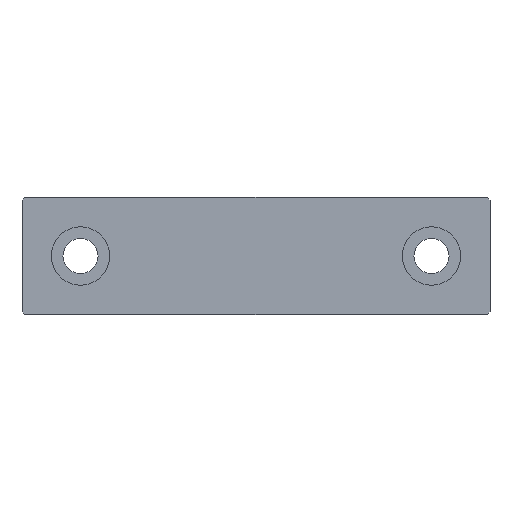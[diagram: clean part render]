
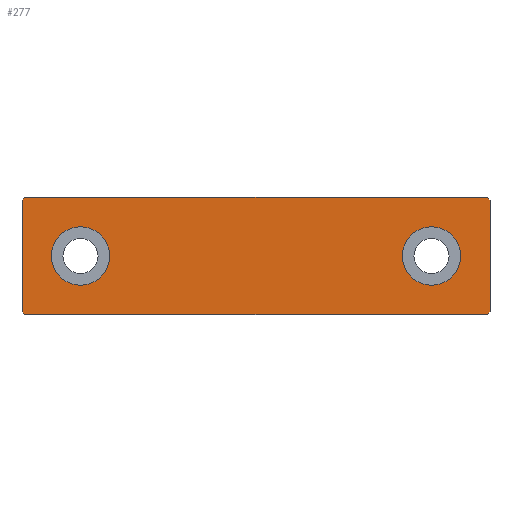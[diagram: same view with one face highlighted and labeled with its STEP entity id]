
A CAD part, top view. The second image highlights one B-rep face of the part: STEP entity #277.
In plain terms, the highlighted planar face has unit normal (0, 0, 1).
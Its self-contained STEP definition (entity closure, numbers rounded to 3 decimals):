
#17=FACE_BOUND('',#58,.T.);
#18=FACE_BOUND('',#59,.T.);
#25=PLANE('',#313);
#39=FACE_OUTER_BOUND('',#57,.T.);
#57=EDGE_LOOP('',(#215,#216,#217,#218,#219,#220,#221,#222));
#58=EDGE_LOOP('',(#223));
#59=EDGE_LOOP('',(#224));
#73=LINE('',#425,#101);
#77=LINE('',#433,#105);
#80=LINE('',#439,#108);
#81=LINE('',#441,#109);
#82=LINE('',#443,#110);
#83=LINE('',#445,#111);
#84=LINE('',#447,#112);
#85=LINE('',#448,#113);
#101=VECTOR('',#351,10.);
#105=VECTOR('',#357,10.);
#108=VECTOR('',#362,10.);
#109=VECTOR('',#363,10.);
#110=VECTOR('',#364,10.);
#111=VECTOR('',#365,10.);
#112=VECTOR('',#366,10.);
#113=VECTOR('',#367,10.);
#127=CIRCLE('',#302,5.);
#130=CIRCLE('',#307,5.);
#135=VERTEX_POINT('',#405);
#138=VERTEX_POINT('',#414);
#141=VERTEX_POINT('',#423);
#142=VERTEX_POINT('',#424);
#145=VERTEX_POINT('',#432);
#147=VERTEX_POINT('',#438);
#148=VERTEX_POINT('',#440);
#149=VERTEX_POINT('',#442);
#150=VERTEX_POINT('',#444);
#151=VERTEX_POINT('',#446);
#159=EDGE_CURVE('',#135,#135,#127,.T.);
#163=EDGE_CURVE('',#138,#138,#130,.T.);
#167=EDGE_CURVE('',#141,#142,#73,.T.);
#171=EDGE_CURVE('',#145,#142,#77,.T.);
#174=EDGE_CURVE('',#141,#147,#80,.T.);
#175=EDGE_CURVE('',#148,#147,#81,.T.);
#176=EDGE_CURVE('',#148,#149,#82,.T.);
#177=EDGE_CURVE('',#150,#149,#83,.T.);
#178=EDGE_CURVE('',#150,#151,#84,.T.);
#179=EDGE_CURVE('',#145,#151,#85,.T.);
#215=ORIENTED_EDGE('',*,*,#167,.F.);
#216=ORIENTED_EDGE('',*,*,#174,.T.);
#217=ORIENTED_EDGE('',*,*,#175,.F.);
#218=ORIENTED_EDGE('',*,*,#176,.T.);
#219=ORIENTED_EDGE('',*,*,#177,.F.);
#220=ORIENTED_EDGE('',*,*,#178,.T.);
#221=ORIENTED_EDGE('',*,*,#179,.F.);
#222=ORIENTED_EDGE('',*,*,#171,.T.);
#223=ORIENTED_EDGE('',*,*,#159,.T.);
#224=ORIENTED_EDGE('',*,*,#163,.T.);
#277=ADVANCED_FACE('',(#39,#17,#18),#25,.T.);
#302=AXIS2_PLACEMENT_3D('',#406,#329,#330);
#307=AXIS2_PLACEMENT_3D('',#415,#340,#341);
#313=AXIS2_PLACEMENT_3D('',#437,#360,#361);
#329=DIRECTION('center_axis',(0.,0.,-1.));
#330=DIRECTION('ref_axis',(-1.,0.,0.));
#340=DIRECTION('center_axis',(0.,0.,-1.));
#341=DIRECTION('ref_axis',(-1.,0.,0.));
#351=DIRECTION('',(-0.707,-0.707,0.));
#357=DIRECTION('',(1.,0.,0.));
#360=DIRECTION('center_axis',(0.,0.,1.));
#361=DIRECTION('ref_axis',(1.,0.,0.));
#362=DIRECTION('',(0.,1.,0.));
#363=DIRECTION('',(0.707,-0.707,0.));
#364=DIRECTION('',(-1.,0.,0.));
#365=DIRECTION('',(0.707,0.707,0.));
#366=DIRECTION('',(0.,-1.,0.));
#367=DIRECTION('',(-0.707,0.707,0.));
#405=CARTESIAN_POINT('',(-25.,0.,3.));
#406=CARTESIAN_POINT('Origin',(-30.,0.,3.));
#414=CARTESIAN_POINT('',(35.,0.,3.));
#415=CARTESIAN_POINT('Origin',(30.,0.,3.));
#423=CARTESIAN_POINT('',(40.,-9.5,3.));
#424=CARTESIAN_POINT('',(39.5,-10.,3.));
#425=CARTESIAN_POINT('',(32.25,-17.25,3.));
#432=CARTESIAN_POINT('',(-39.5,-10.,3.));
#433=CARTESIAN_POINT('',(40.,-10.,3.));
#437=CARTESIAN_POINT('Origin',(0.,0.,3.));
#438=CARTESIAN_POINT('',(40.,9.5,3.));
#439=CARTESIAN_POINT('',(40.,10.,3.));
#440=CARTESIAN_POINT('',(39.5,10.,3.));
#441=CARTESIAN_POINT('',(32.25,17.25,3.));
#442=CARTESIAN_POINT('',(-39.5,10.,3.));
#443=CARTESIAN_POINT('',(-40.,10.,3.));
#444=CARTESIAN_POINT('',(-40.,9.5,3.));
#445=CARTESIAN_POINT('',(-32.25,17.25,3.));
#446=CARTESIAN_POINT('',(-40.,-9.5,3.));
#447=CARTESIAN_POINT('',(-40.,-10.,3.));
#448=CARTESIAN_POINT('',(-32.25,-17.25,3.));
